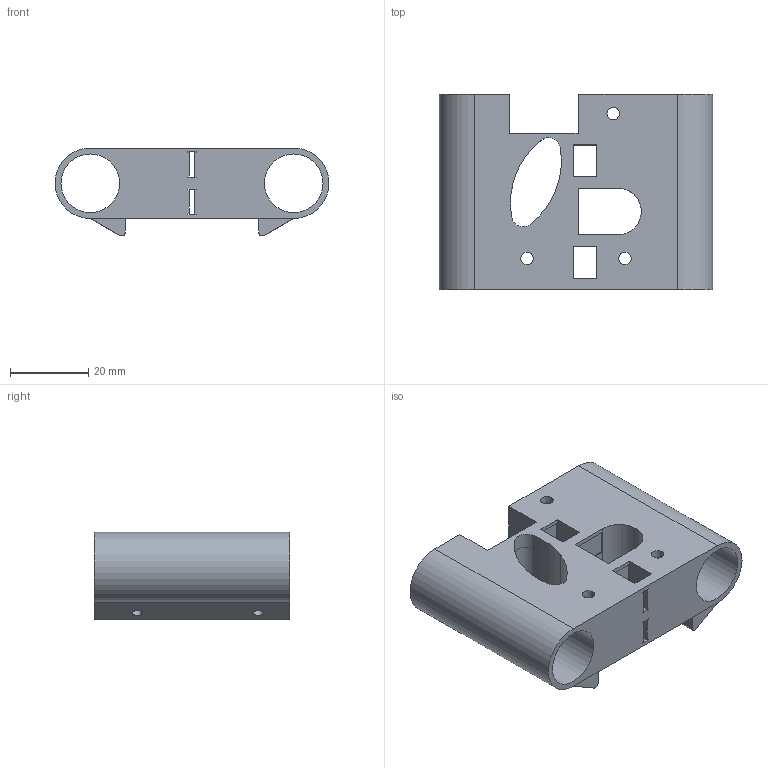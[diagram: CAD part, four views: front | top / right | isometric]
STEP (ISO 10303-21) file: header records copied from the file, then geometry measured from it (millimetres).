
FILE_DESCRIPTION(('FreeCAD Model'),'2;1');
FILE_NAME('Open CASCADE Shape Model','2024-08-15T21:06:48',(''),(''), 'Open CASCADE STEP processor 7.6','FreeCAD','Unknown');
FILE_SCHEMA(('AUTOMOTIVE_DESIGN { 1 0 10303 214 1 1 1 1 }'));
Length unit declared in the file: millimetre
Products named in the file (1): Тело
Bounding box: 70 x 50 x 22.46 mm (x, y, z)
Volume: 29936.5 mm3; surface area: 18695.3 mm2
Topology: 1 solids, 1 shells, 227 faces, 612 edges, 379 vertices
Faces by surface type: plane 200, cylinder 27
Full cylindrical faces by diameter (mm): 2.5 x5, 3.2 x3, 6.5 x3, 15 x2
Entity records: 15761 total; most frequent: CARTESIAN_POINT 3355, DIRECTION 2309, LINE 1724, VECTOR 1724, ORIENTED_EDGE 1224, PCURVE 1224, DEFINITIONAL_REPRESENTATION 1224, EDGE_CURVE 612
